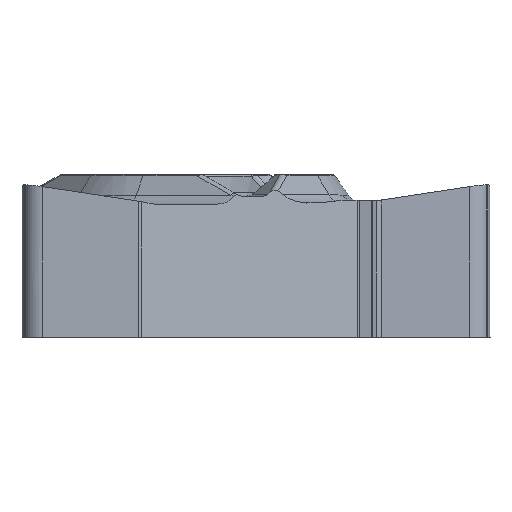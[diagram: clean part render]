
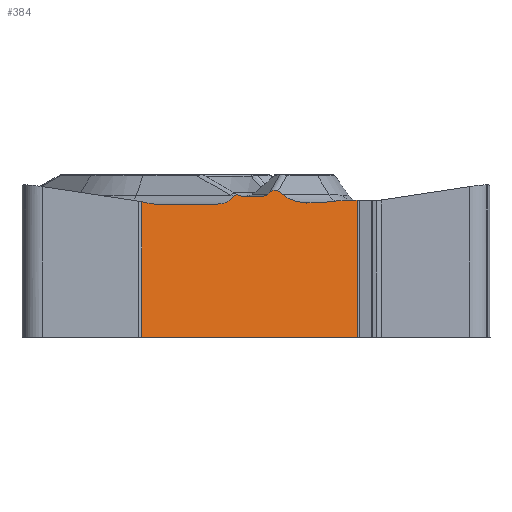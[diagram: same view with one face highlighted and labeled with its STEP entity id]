
A CAD part, front view. The second image highlights one B-rep face of the part: STEP entity #384.
In plain terms, the highlighted planar face has unit normal (0.5, -0.866, 0).
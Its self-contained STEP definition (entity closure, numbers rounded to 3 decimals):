
#167=FACE_OUTER_BOUND('',#606,.T.);
#326=ELLIPSE('',#2869,1.5,0.75);
#327=ELLIPSE('',#2870,0.304,0.205);
#328=ELLIPSE('',#2871,0.309,0.3);
#329=ELLIPSE('',#2872,0.309,0.3);
#330=ELLIPSE('',#2873,0.884,0.75);
#384=ADVANCED_FACE('',(#167),#541,.F.);
#541=PLANE('',#2875);
#606=EDGE_LOOP('',(#1248,#1249,#1250,#1251,#1252,#1253,#1254,#1255,#1256,
#1257,#1258,#1259,#1260,#1261,#1262,#1263,#1264));
#772=LINE('',#4382,#952);
#816=LINE('',#4550,#996);
#817=LINE('',#4552,#997);
#818=LINE('',#4554,#998);
#819=LINE('',#4556,#999);
#820=LINE('',#4560,#1000);
#821=LINE('',#4564,#1001);
#822=LINE('',#4568,#1002);
#823=LINE('',#4588,#1003);
#824=LINE('',#4592,#1004);
#952=VECTOR('',#3165,1.);
#996=VECTOR('',#3293,1.);
#997=VECTOR('',#3294,1.);
#998=VECTOR('',#3295,1.);
#999=VECTOR('',#3296,1.);
#1000=VECTOR('',#3299,1.);
#1001=VECTOR('',#3302,1.);
#1002=VECTOR('',#3305,1.);
#1003=VECTOR('',#3310,1.);
#1004=VECTOR('',#3313,1.);
#1248=ORIENTED_EDGE('',*,*,#2296,.T.);
#1249=ORIENTED_EDGE('',*,*,#2224,.F.);
#1250=ORIENTED_EDGE('',*,*,#2297,.T.);
#1251=ORIENTED_EDGE('',*,*,#2298,.T.);
#1252=ORIENTED_EDGE('',*,*,#2299,.T.);
#1253=ORIENTED_EDGE('',*,*,#2300,.T.);
#1254=ORIENTED_EDGE('',*,*,#2301,.F.);
#1255=ORIENTED_EDGE('',*,*,#2302,.F.);
#1256=ORIENTED_EDGE('',*,*,#2303,.T.);
#1257=ORIENTED_EDGE('',*,*,#2304,.T.);
#1258=ORIENTED_EDGE('',*,*,#2305,.F.);
#1259=ORIENTED_EDGE('',*,*,#2306,.T.);
#1260=ORIENTED_EDGE('',*,*,#2307,.F.);
#1261=ORIENTED_EDGE('',*,*,#2308,.T.);
#1262=ORIENTED_EDGE('',*,*,#2309,.T.);
#1263=ORIENTED_EDGE('',*,*,#2310,.T.);
#1264=ORIENTED_EDGE('',*,*,#2311,.T.);
#1971=VERTEX_POINT('',#4381);
#1972=VERTEX_POINT('',#4383);
#2028=VERTEX_POINT('',#4551);
#2029=VERTEX_POINT('',#4553);
#2030=VERTEX_POINT('',#4555);
#2031=VERTEX_POINT('',#4557);
#2032=VERTEX_POINT('',#4559);
#2033=VERTEX_POINT('',#4561);
#2034=VERTEX_POINT('',#4563);
#2035=VERTEX_POINT('',#4565);
#2036=VERTEX_POINT('',#4567);
#2037=VERTEX_POINT('',#4569);
#2038=VERTEX_POINT('',#4571);
#2039=VERTEX_POINT('',#4585);
#2040=VERTEX_POINT('',#4587);
#2041=VERTEX_POINT('',#4589);
#2042=VERTEX_POINT('',#4591);
#2224=EDGE_CURVE('',#1971,#1972,#772,.T.);
#2296=EDGE_CURVE('',#2028,#1972,#816,.T.);
#2297=EDGE_CURVE('',#1971,#2029,#817,.T.);
#2298=EDGE_CURVE('',#2029,#2030,#818,.T.);
#2299=EDGE_CURVE('',#2030,#2031,#819,.T.);
#2300=EDGE_CURVE('',#2031,#2032,#326,.T.);
#2301=EDGE_CURVE('',#2033,#2032,#820,.T.);
#2302=EDGE_CURVE('',#2034,#2033,#327,.T.);
#2303=EDGE_CURVE('',#2034,#2035,#821,.T.);
#2304=EDGE_CURVE('',#2035,#2036,#328,.T.);
#2305=EDGE_CURVE('',#2037,#2036,#822,.T.);
#2306=EDGE_CURVE('',#2037,#2038,#329,.T.);
#2307=EDGE_CURVE('',#2039,#2038,#2738,.T.);
#2308=EDGE_CURVE('',#2039,#2040,#330,.T.);
#2309=EDGE_CURVE('',#2040,#2041,#823,.T.);
#2310=EDGE_CURVE('',#2041,#2042,#2633,.T.);
#2311=EDGE_CURVE('',#2042,#2028,#824,.T.);
#2633=CIRCLE('',#2874,0.75);
#2738=B_SPLINE_CURVE_WITH_KNOTS('',3,(#4572,#4573,#4574,#4575,#4576,#4577,
#4578,#4579,#4580,#4581,#4582,#4583,#4584),.UNSPECIFIED.,.F.,.F.,(4,3,3,
3,4),(0.,0.251,0.501,0.761,1.),
 .UNSPECIFIED.);
#2869=AXIS2_PLACEMENT_3D('',#4558,#3297,#3298);
#2870=AXIS2_PLACEMENT_3D('',#4562,#3300,#3301);
#2871=AXIS2_PLACEMENT_3D('',#4566,#3303,#3304);
#2872=AXIS2_PLACEMENT_3D('',#4570,#3306,#3307);
#2873=AXIS2_PLACEMENT_3D('',#4586,#3308,#3309);
#2874=AXIS2_PLACEMENT_3D('',#4590,#3311,#3312);
#2875=AXIS2_PLACEMENT_3D('',#4593,#3314,#3315);
#3165=DIRECTION('',(-0.866,-0.5,0.));
#3293=DIRECTION('',(0.,0.,-1.));
#3294=DIRECTION('',(0.,0.,1.));
#3295=DIRECTION('',(-0.866,-0.5,0.));
#3296=DIRECTION('',(-0.863,-0.498,-0.088));
#3297=DIRECTION('',(-0.5,0.866,0.));
#3298=DIRECTION('',(-0.866,-0.5,0.));
#3299=DIRECTION('',(0.705,0.407,-0.581));
#3300=DIRECTION('',(-0.5,0.866,0.));
#3301=DIRECTION('',(0.743,0.429,0.514));
#3302=DIRECTION('',(-0.672,-0.388,-0.631));
#3303=DIRECTION('',(-0.5,0.866,0.));
#3304=DIRECTION('',(0.866,0.5,0.));
#3305=DIRECTION('',(0.866,0.5,0.));
#3306=DIRECTION('',(-0.5,0.866,0.));
#3307=DIRECTION('',(0.866,0.5,0.));
#3308=DIRECTION('',(-0.5,0.866,0.));
#3309=DIRECTION('',(0.866,0.5,0.));
#3310=DIRECTION('',(-0.866,-0.5,0.));
#3311=DIRECTION('',(-0.5,0.866,0.));
#3312=DIRECTION('',(-0.866,-0.5,0.));
#3313=DIRECTION('',(-0.853,-0.492,0.174));
#3314=DIRECTION('',(-0.5,0.866,0.));
#3315=DIRECTION('',(-0.866,-0.5,0.));
#4381=CARTESIAN_POINT('',(5.678,-4.054,-5.56));
#4382=CARTESIAN_POINT('',(3.175,-5.499,-5.56));
#4383=CARTESIAN_POINT('',(-2.321,-8.672,-5.56));
#4550=CARTESIAN_POINT('',(-2.321,-8.672,-5.56));
#4551=CARTESIAN_POINT('',(-2.321,-8.672,-0.521));
#4552=CARTESIAN_POINT('',(5.678,-4.054,-0.457));
#4553=CARTESIAN_POINT('',(5.678,-4.054,-0.457));
#4554=CARTESIAN_POINT('',(3.175,-5.499,-0.457));
#4555=CARTESIAN_POINT('',(5.272,-4.289,-0.457));
#4556=CARTESIAN_POINT('',(5.12,-4.376,-0.472));
#4557=CARTESIAN_POINT('',(4.211,-4.901,-0.565));
#4558=CARTESIAN_POINT('',(3.985,-5.032,0.174));
#4559=CARTESIAN_POINT('',(2.921,-5.646,-0.256));
#4560=CARTESIAN_POINT('',(-12.245,-14.402,12.249));
#4561=CARTESIAN_POINT('',(2.757,-5.741,-0.121));
#4562=CARTESIAN_POINT('',(2.565,-5.851,-0.32));
#4563=CARTESIAN_POINT('',(2.429,-5.93,-0.181));
#4564=CARTESIAN_POINT('',(9.024,-2.122,6.019));
#4565=CARTESIAN_POINT('',(2.366,-5.966,-0.24));
#4566=CARTESIAN_POINT('',(2.194,-6.065,-0.01));
#4567=CARTESIAN_POINT('',(2.194,-6.065,-0.31));
#4568=CARTESIAN_POINT('',(-4.359,-9.849,-0.31));
#4569=CARTESIAN_POINT('',(1.413,-6.516,-0.31));
#4570=CARTESIAN_POINT('',(1.413,-6.516,-0.01));
#4571=CARTESIAN_POINT('',(1.303,-6.58,-0.283));
#4572=CARTESIAN_POINT('',(1.096,-6.7,-0.323));
#4573=CARTESIAN_POINT('',(1.108,-6.692,-0.307));
#4574=CARTESIAN_POINT('',(1.124,-6.684,-0.294));
#4575=CARTESIAN_POINT('',(1.14,-6.674,-0.285));
#4576=CARTESIAN_POINT('',(1.157,-6.664,-0.275));
#4577=CARTESIAN_POINT('',(1.175,-6.654,-0.268));
#4578=CARTESIAN_POINT('',(1.194,-6.643,-0.265));
#4579=CARTESIAN_POINT('',(1.213,-6.632,-0.262));
#4580=CARTESIAN_POINT('',(1.233,-6.621,-0.262));
#4581=CARTESIAN_POINT('',(1.252,-6.61,-0.266));
#4582=CARTESIAN_POINT('',(1.269,-6.599,-0.269));
#4583=CARTESIAN_POINT('',(1.287,-6.589,-0.275));
#4584=CARTESIAN_POINT('',(1.303,-6.58,-0.283));
#4585=CARTESIAN_POINT('',(1.096,-6.7,-0.323));
#4586=CARTESIAN_POINT('',(0.499,-7.044,0.147));
#4587=CARTESIAN_POINT('',(0.499,-7.044,-0.603));
#4588=CARTESIAN_POINT('',(-4.359,-9.849,-0.603));
#4589=CARTESIAN_POINT('',(-1.86,-8.406,-0.603));
#4590=CARTESIAN_POINT('',(-1.86,-8.406,0.147));
#4591=CARTESIAN_POINT('',(-1.973,-8.471,-0.592));
#4592=CARTESIAN_POINT('',(-8.078,-11.996,0.651));
#4593=CARTESIAN_POINT('',(3.175,-5.499,25.));
